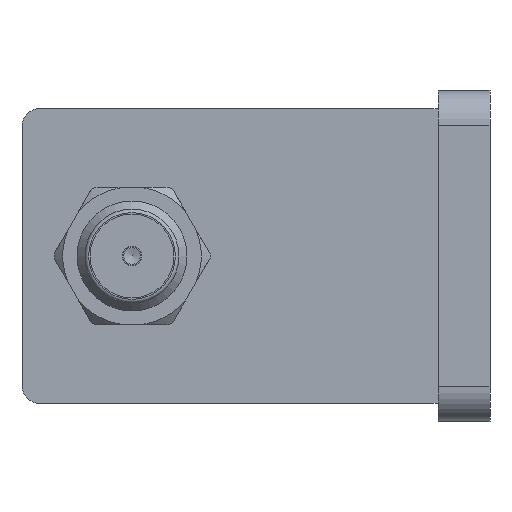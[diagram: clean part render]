
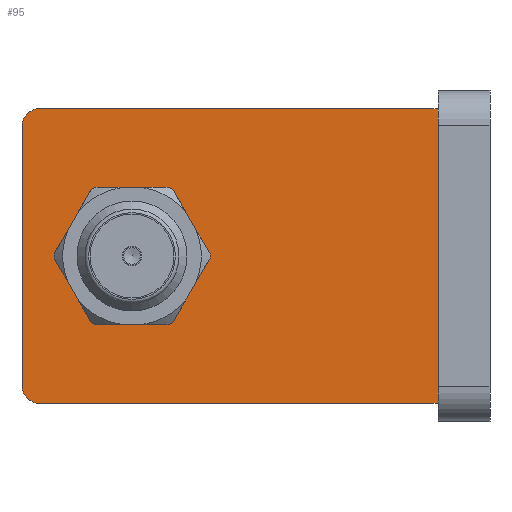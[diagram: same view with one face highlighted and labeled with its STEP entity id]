
A CAD part, front view. The second image highlights one B-rep face of the part: STEP entity #95.
In plain terms, the highlighted planar face has unit normal (0, -1, 0).
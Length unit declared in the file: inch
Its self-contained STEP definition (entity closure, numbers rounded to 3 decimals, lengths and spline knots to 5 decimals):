
#6 = CIRCLE ( 'NONE', #433, 0.04 ) ;
#85 = VECTOR ( 'NONE', #1441, 39.37008 ) ;
#95 = ADVANCED_FACE ( 'NONE', ( #861, #376 ), #829, .F. ) ;
#117 = EDGE_CURVE ( 'NONE', #1826, #245, #487, .T. ) ;
#216 = VERTEX_POINT ( 'NONE', #505 ) ;
#234 = CARTESIAN_POINT ( 'NONE',  ( -1.02298, -0.13787, -0.33468 ) ) ;
#245 = VERTEX_POINT ( 'NONE', #2042 ) ;
#246 = EDGE_CURVE ( 'NONE', #382, #1054, #1395, .T. ) ;
#330 = DIRECTION ( 'NONE',  ( 0., 0., 1. ) ) ;
#376 = FACE_OUTER_BOUND ( 'NONE', #857, .T. ) ;
#382 = VERTEX_POINT ( 'NONE', #1262 ) ;
#419 = CARTESIAN_POINT ( 'NONE',  ( -1.02298, -0.13787, -0.29468 ) ) ;
#424 = ORIENTED_EDGE ( 'NONE', *, *, #1954, .T. ) ;
#433 = AXIS2_PLACEMENT_3D ( 'NONE', #419, #2106, #330 ) ;
#487 = LINE ( 'NONE', #2284, #1943 ) ;
#505 = CARTESIAN_POINT ( 'NONE',  ( -1.06298, -0.13787, -0.29468 ) ) ;
#537 = AXIS2_PLACEMENT_3D ( 'NONE', #1878, #1539, #2179 ) ;
#572 = CIRCLE ( 'NONE', #942, 0.11821 ) ;
#628 = ORIENTED_EDGE ( 'NONE', *, *, #629, .F. ) ;
#629 = EDGE_CURVE ( 'NONE', #382, #245, #1981, .T. ) ;
#649 = CARTESIAN_POINT ( 'NONE',  ( -1.06298, -0.13787, 0.29468 ) ) ;
#729 = ORIENTED_EDGE ( 'NONE', *, *, #842, .T. ) ;
#776 = EDGE_LOOP ( 'NONE', ( #795 ) ) ;
#795 = ORIENTED_EDGE ( 'NONE', *, *, #1249, .F. ) ;
#829 = PLANE ( 'NONE',  #537 ) ;
#842 = EDGE_CURVE ( 'NONE', #977, #1826, #1385, .T. ) ;
#857 = EDGE_LOOP ( 'NONE', ( #1693, #424, #729, #1014, #628, #1253 ) ) ;
#861 = FACE_BOUND ( 'NONE', #776, .T. ) ;
#865 = DIRECTION ( 'NONE',  ( 1., 0., 0. ) ) ;
#903 = VECTOR ( 'NONE', #1097, 39.37008 ) ;
#942 = AXIS2_PLACEMENT_3D ( 'NONE', #2218, #2225, #2244 ) ;
#977 = VERTEX_POINT ( 'NONE', #234 ) ;
#998 = CARTESIAN_POINT ( 'NONE',  ( -1.02298, -0.13787, 0.29468 ) ) ;
#1014 = ORIENTED_EDGE ( 'NONE', *, *, #117, .T. ) ;
#1025 = DIRECTION ( 'NONE',  ( 0., 0., 1. ) ) ;
#1054 = VERTEX_POINT ( 'NONE', #649 ) ;
#1097 = DIRECTION ( 'NONE',  ( 1., 0., 0. ) ) ;
#1169 = EDGE_CURVE ( 'NONE', #216, #1054, #1959, .T. ) ;
#1249 = EDGE_CURVE ( 'NONE', #1676, #1676, #572, .T. ) ;
#1253 = ORIENTED_EDGE ( 'NONE', *, *, #246, .T. ) ;
#1262 = CARTESIAN_POINT ( 'NONE',  ( -1.02298, -0.13787, 0.33468 ) ) ;
#1331 = VECTOR ( 'NONE', #865, 39.37008 ) ;
#1385 = LINE ( 'NONE', #2207, #903 ) ;
#1395 = CIRCLE ( 'NONE', #1896, 0.04 ) ;
#1441 = DIRECTION ( 'NONE',  ( 0., 0., 1. ) ) ;
#1539 = DIRECTION ( 'NONE',  ( 0., 1., 0. ) ) ;
#1620 = CARTESIAN_POINT ( 'NONE',  ( -0.1181, -0.13787, -0.33468 ) ) ;
#1628 = CARTESIAN_POINT ( 'NONE',  ( -1.06298, -0.13787, 0.33468 ) ) ;
#1661 = DIRECTION ( 'NONE',  ( 0., 0., 1. ) ) ;
#1676 = VERTEX_POINT ( 'NONE', #2118 ) ;
#1693 = ORIENTED_EDGE ( 'NONE', *, *, #1169, .F. ) ;
#1826 = VERTEX_POINT ( 'NONE', #1620 ) ;
#1878 = CARTESIAN_POINT ( 'NONE',  ( -1.06298, -0.13787, 0.33468 ) ) ;
#1896 = AXIS2_PLACEMENT_3D ( 'NONE', #998, #2031, #1025 ) ;
#1943 = VECTOR ( 'NONE', #1661, 39.37008 ) ;
#1951 = CARTESIAN_POINT ( 'NONE',  ( -1.06298, -0.13787, 0.33468 ) ) ;
#1954 = EDGE_CURVE ( 'NONE', #216, #977, #6, .T. ) ;
#1959 = LINE ( 'NONE', #1951, #85 ) ;
#1981 = LINE ( 'NONE', #1628, #1331 ) ;
#2031 = DIRECTION ( 'NONE',  ( 0., -1., 0. ) ) ;
#2042 = CARTESIAN_POINT ( 'NONE',  ( -0.1181, -0.13787, 0.33468 ) ) ;
#2106 = DIRECTION ( 'NONE',  ( 0., -1., 0. ) ) ;
#2118 = CARTESIAN_POINT ( 'NONE',  ( -0.69489, -0.13787, 0. ) ) ;
#2179 = DIRECTION ( 'NONE',  ( 0., 0., 1. ) ) ;
#2207 = CARTESIAN_POINT ( 'NONE',  ( -1.06298, -0.13787, -0.33468 ) ) ;
#2218 = CARTESIAN_POINT ( 'NONE',  ( -0.8131, -0.13787, 0. ) ) ;
#2225 = DIRECTION ( 'NONE',  ( 0., -1., 0. ) ) ;
#2244 = DIRECTION ( 'NONE',  ( 1., 0., 0. ) ) ;
#2284 = CARTESIAN_POINT ( 'NONE',  ( -0.1181, -0.13787, 0.33468 ) ) ;
